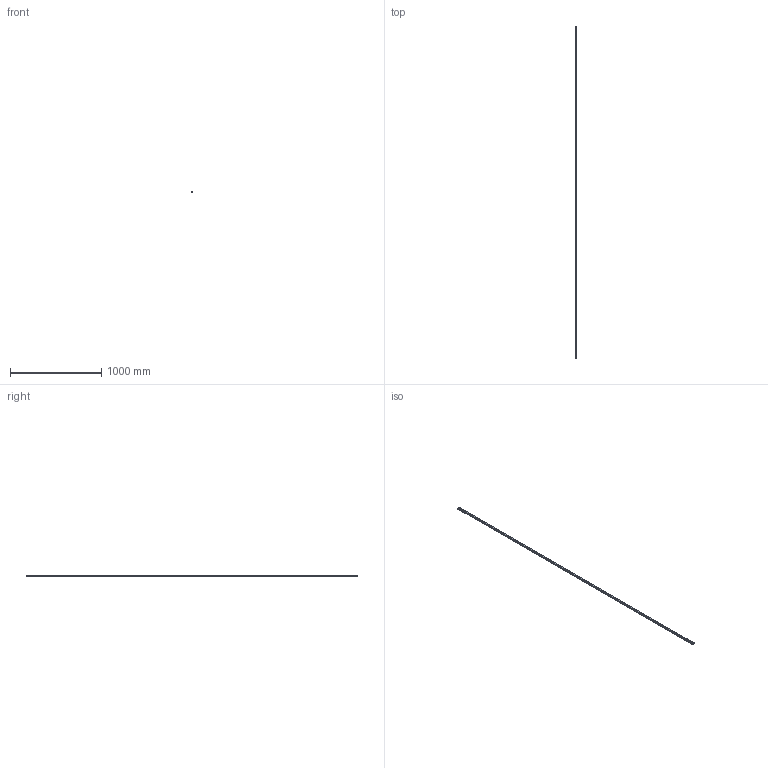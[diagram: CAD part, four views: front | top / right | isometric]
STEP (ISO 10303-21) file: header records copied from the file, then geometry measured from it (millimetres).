
FILE_DESCRIPTION(('STEP AP214'),'1');
FILE_NAME('cctmp_A42A0F8D-42EB-4A4F-9943-F695C99368AC_2021_01_21_16_01_12_0341..stp','2021-01-21T15:01:12',('HIWIN GmbH'),('CADClick - www.CADClick.com'),'Spatial InterOp 3D',' ','unknown authorization');
FILE_SCHEMA(('AUTOMOTIVE_DESIGN'));
Length unit declared in the file: millimetre
Products named in the file (1): HGR20T3640C_FILE
Bounding box: 20 x 3640 x 17.5 mm (x, y, z)
Volume: 1075005.8 mm3; surface area: 290034.9 mm2
Topology: 1 solids, 1 shells, 351 faces, 913 edges, 507 vertices
Faces by surface type: cylinder 144, cone 122, plane 85
Entity records: 12617 total; most frequent: DIRECTION 1783, CARTESIAN_POINT 1650, ORIENTED_EDGE 1582, EDGE_CURVE 791, AXIS2_PLACEMENT_3D 640, VERTEX_POINT 507, LINE 503, VECTOR 503
